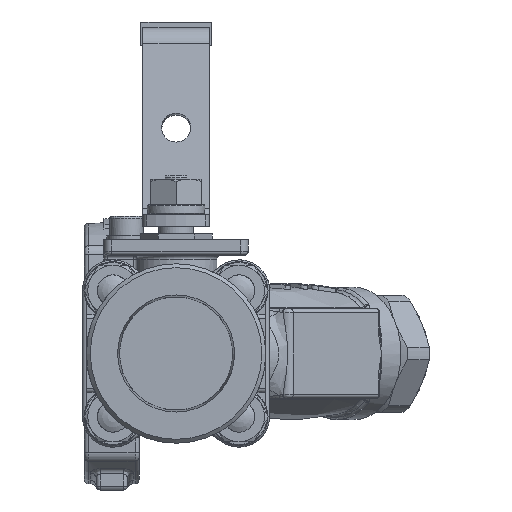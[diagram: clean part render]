
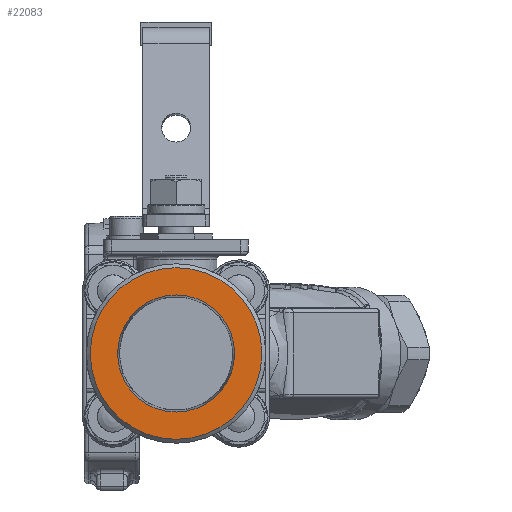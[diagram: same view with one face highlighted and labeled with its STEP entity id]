
A CAD part, left-side view. The second image highlights one B-rep face of the part: STEP entity #22083.
In plain terms, the highlighted planar face has unit normal (-1, 0, 0).
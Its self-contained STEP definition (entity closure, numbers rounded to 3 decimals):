
#811=FACE_BOUND('',#3622,.T.);
#2237=FACE_OUTER_BOUND('',#3621,.T.);
#3621=EDGE_LOOP('',(#15022));
#3622=EDGE_LOOP('',(#15023,#15024));
#5145=CIRCLE('',#23606,15.003);
#5146=CIRCLE('',#23607,15.003);
#5147=CIRCLE('',#23609,22.);
#9017=VERTEX_POINT('',#33889);
#9018=VERTEX_POINT('',#33890);
#9019=VERTEX_POINT('',#33895);
#11317=EDGE_CURVE('',#9017,#9018,#5145,.T.);
#11318=EDGE_CURVE('',#9018,#9017,#5146,.T.);
#11320=EDGE_CURVE('',#9019,#9019,#5147,.T.);
#15022=ORIENTED_EDGE('',*,*,#11320,.F.);
#15023=ORIENTED_EDGE('',*,*,#11317,.T.);
#15024=ORIENTED_EDGE('',*,*,#11318,.T.);
#21522=PLANE('',#23608);
#22083=ADVANCED_FACE('',(#2237,#811),#21522,.T.);
#23606=AXIS2_PLACEMENT_3D('',#33891,#26588,#26589);
#23607=AXIS2_PLACEMENT_3D('',#33892,#26590,#26591);
#23608=AXIS2_PLACEMENT_3D('',#33894,#26593,#26594);
#23609=AXIS2_PLACEMENT_3D('',#33896,#26595,#26596);
#26588=DIRECTION('center_axis',(1.,0.,0.));
#26589=DIRECTION('ref_axis',(0.,-1.,0.));
#26590=DIRECTION('center_axis',(1.,0.,0.));
#26591=DIRECTION('ref_axis',(0.,-1.,0.));
#26593=DIRECTION('center_axis',(-1.,0.,0.));
#26594=DIRECTION('ref_axis',(0.,-1.,0.));
#26595=DIRECTION('center_axis',(1.,0.,0.));
#26596=DIRECTION('ref_axis',(0.,1.,0.));
#33889=CARTESIAN_POINT('',(-143.835,14.16,0.25));
#33890=CARTESIAN_POINT('',(-143.835,44.166,0.25));
#33891=CARTESIAN_POINT('Origin',(-143.835,29.163,0.25));
#33892=CARTESIAN_POINT('Origin',(-143.835,29.163,0.25));
#33894=CARTESIAN_POINT('Origin',(-143.835,29.163,0.25));
#33895=CARTESIAN_POINT('',(-143.835,7.163,0.25));
#33896=CARTESIAN_POINT('Origin',(-143.835,29.163,0.25));
